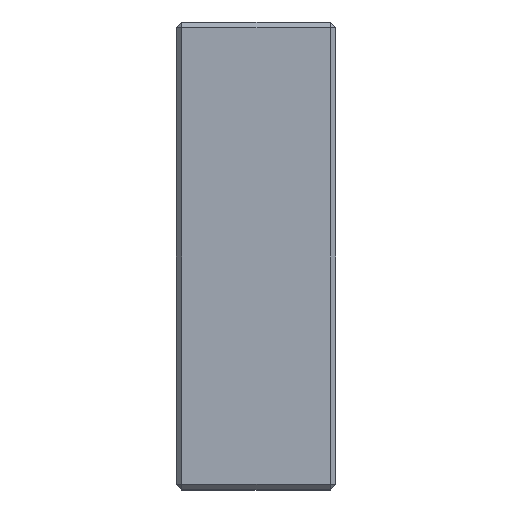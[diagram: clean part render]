
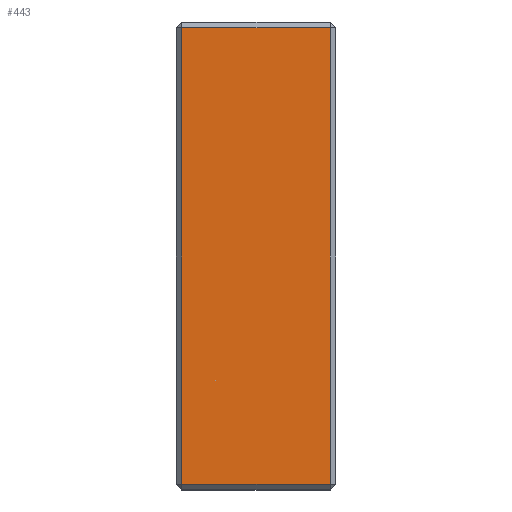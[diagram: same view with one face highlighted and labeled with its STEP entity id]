
A CAD part, left-side view. The second image highlights one B-rep face of the part: STEP entity #443.
In plain terms, the highlighted planar face has unit normal (-1, 0, 0).
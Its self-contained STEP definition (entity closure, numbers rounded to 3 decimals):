
#85 = LINE ( 'NONE', #1800, #1247 ) ;
#101 = CARTESIAN_POINT ( 'NONE',  ( -535., 29., 85. ) ) ;
#115 = VERTEX_POINT ( 'NONE', #1196 ) ;
#302 = PLANE ( 'NONE',  #310 ) ;
#310 = AXIS2_PLACEMENT_3D ( 'NONE', #101, #638, #972 ) ;
#383 = DIRECTION ( 'NONE',  ( 0., 1., 0. ) ) ;
#420 = EDGE_CURVE ( 'NONE', #2202, #2376, #563, .T. ) ;
#443 = ADVANCED_FACE ( 'NONE', ( #684 ), #302, .F. ) ;
#483 = VERTEX_POINT ( 'NONE', #1863 ) ;
#563 = LINE ( 'NONE', #2358, #2020 ) ;
#638 = DIRECTION ( 'NONE',  ( 1., 0., 0. ) ) ;
#683 = LINE ( 'NONE', #1189, #1433 ) ;
#684 = FACE_OUTER_BOUND ( 'NONE', #1197, .T. ) ;
#761 = EDGE_CURVE ( 'NONE', #115, #2202, #1765, .T. ) ;
#878 = DIRECTION ( 'NONE',  ( 0., 0., -1. ) ) ;
#899 = ORIENTED_EDGE ( 'NONE', *, *, #1859, .T. ) ;
#972 = DIRECTION ( 'NONE',  ( 0., 0., -1. ) ) ;
#1181 = CARTESIAN_POINT ( 'NONE',  ( -535., 27., -83. ) ) ;
#1189 = CARTESIAN_POINT ( 'NONE',  ( -535., 29., 83. ) ) ;
#1196 = CARTESIAN_POINT ( 'NONE',  ( -535., 27., 83. ) ) ;
#1197 = EDGE_LOOP ( 'NONE', ( #2045, #1842, #899, #1389 ) ) ;
#1247 = VECTOR ( 'NONE', #2451, 1000. ) ;
#1295 = CARTESIAN_POINT ( 'NONE',  ( -535., -27., -83. ) ) ;
#1389 = ORIENTED_EDGE ( 'NONE', *, *, #2409, .T. ) ;
#1433 = VECTOR ( 'NONE', #383, 1000. ) ;
#1576 = VECTOR ( 'NONE', #878, 1000. ) ;
#1765 = LINE ( 'NONE', #2138, #1576 ) ;
#1800 = CARTESIAN_POINT ( 'NONE',  ( -535., -27., 85. ) ) ;
#1842 = ORIENTED_EDGE ( 'NONE', *, *, #420, .T. ) ;
#1859 = EDGE_CURVE ( 'NONE', #2376, #483, #85, .T. ) ;
#1863 = CARTESIAN_POINT ( 'NONE',  ( -535., -27., 83. ) ) ;
#2020 = VECTOR ( 'NONE', #2466, 1000. ) ;
#2045 = ORIENTED_EDGE ( 'NONE', *, *, #761, .T. ) ;
#2138 = CARTESIAN_POINT ( 'NONE',  ( -535., 27., -85. ) ) ;
#2202 = VERTEX_POINT ( 'NONE', #1181 ) ;
#2358 = CARTESIAN_POINT ( 'NONE',  ( -535., 29., -83. ) ) ;
#2376 = VERTEX_POINT ( 'NONE', #1295 ) ;
#2409 = EDGE_CURVE ( 'NONE', #483, #115, #683, .T. ) ;
#2451 = DIRECTION ( 'NONE',  ( 0., 0., 1. ) ) ;
#2466 = DIRECTION ( 'NONE',  ( 0., -1., 0. ) ) ;
